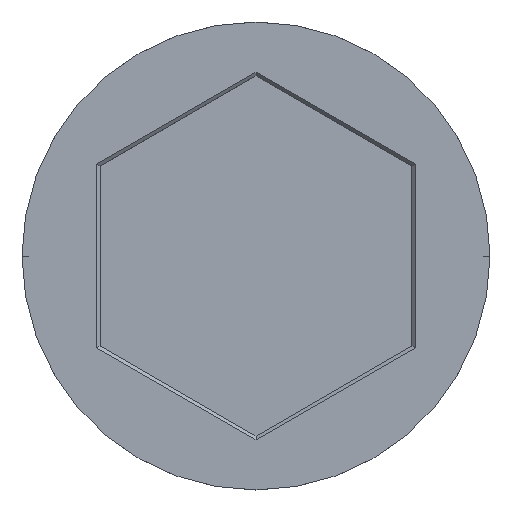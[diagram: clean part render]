
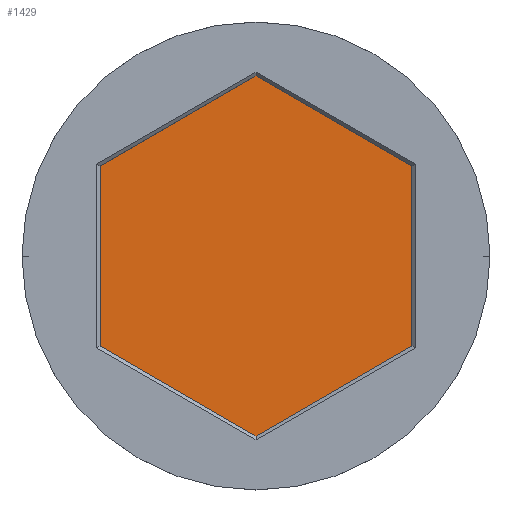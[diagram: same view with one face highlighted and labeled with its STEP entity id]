
A CAD part, top view. The second image highlights one B-rep face of the part: STEP entity #1429.
In plain terms, the highlighted planar face has unit normal (0, 0, 1).
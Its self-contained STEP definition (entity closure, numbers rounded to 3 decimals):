
#41 = FACE_OUTER_BOUND ( 'NONE', #57, .T. ) ;
#48 = VERTEX_POINT ( 'NONE', #654 ) ;
#57 = EDGE_LOOP ( 'NONE', ( #210, #423, #1102, #329, #67, #483 ) ) ;
#67 = ORIENTED_EDGE ( 'NONE', *, *, #380, .T. ) ;
#124 = VECTOR ( 'NONE', #589, 1000. ) ;
#193 = CARTESIAN_POINT ( 'NONE',  ( 2.5, 4.33, -2. ) ) ;
#210 = ORIENTED_EDGE ( 'NONE', *, *, #547, .T. ) ;
#220 = CARTESIAN_POINT ( 'NONE',  ( 2.5, -4.33, -2. ) ) ;
#232 = VERTEX_POINT ( 'NONE', #848 ) ;
#277 = VERTEX_POINT ( 'NONE', #279 ) ;
#279 = CARTESIAN_POINT ( 'NONE',  ( 5., 2.887, -2. ) ) ;
#283 = LINE ( 'NONE', #193, #512 ) ;
#329 = ORIENTED_EDGE ( 'NONE', *, *, #404, .T. ) ;
#380 = EDGE_CURVE ( 'NONE', #1484, #1444, #1118, .T. ) ;
#404 = EDGE_CURVE ( 'NONE', #48, #1484, #1522, .T. ) ;
#423 = ORIENTED_EDGE ( 'NONE', *, *, #1386, .T. ) ;
#439 = EDGE_CURVE ( 'NONE', #232, #48, #566, .T. ) ;
#483 = ORIENTED_EDGE ( 'NONE', *, *, #1069, .T. ) ;
#498 = DIRECTION ( 'NONE',  ( 0., 0., 1. ) ) ;
#512 = VECTOR ( 'NONE', #662, 1000. ) ;
#547 = EDGE_CURVE ( 'NONE', #277, #1441, #283, .T. ) ;
#565 = CARTESIAN_POINT ( 'NONE',  ( 5., -2.887, -2. ) ) ;
#566 = LINE ( 'NONE', #808, #738 ) ;
#576 = CARTESIAN_POINT ( 'NONE',  ( 0., -5.774, -2. ) ) ;
#589 = DIRECTION ( 'NONE',  ( 0.866, 0.5, 0. ) ) ;
#640 = DIRECTION ( 'NONE',  ( -0.866, -0.5, 0. ) ) ;
#654 = CARTESIAN_POINT ( 'NONE',  ( -5., -2.887, -2. ) ) ;
#662 = DIRECTION ( 'NONE',  ( -0.866, 0.5, 0. ) ) ;
#738 = VECTOR ( 'NONE', #1278, 1000. ) ;
#769 = CARTESIAN_POINT ( 'NONE',  ( -2.5, 4.33, -2. ) ) ;
#796 = CARTESIAN_POINT ( 'NONE',  ( 0., 0., -2. ) ) ;
#802 = DIRECTION ( 'NONE',  ( 0., 1., 0. ) ) ;
#808 = CARTESIAN_POINT ( 'NONE',  ( -5., 0., -2. ) ) ;
#811 = LINE ( 'NONE', #769, #1456 ) ;
#848 = CARTESIAN_POINT ( 'NONE',  ( -5., 2.887, -2. ) ) ;
#1008 = DIRECTION ( 'NONE',  ( 1., 0., 0. ) ) ;
#1048 = VECTOR ( 'NONE', #802, 1000. ) ;
#1069 = EDGE_CURVE ( 'NONE', #1444, #277, #1134, .T. ) ;
#1072 = DIRECTION ( 'NONE',  ( 0.866, -0.5, 0. ) ) ;
#1102 = ORIENTED_EDGE ( 'NONE', *, *, #439, .T. ) ;
#1118 = LINE ( 'NONE', #220, #124 ) ;
#1134 = LINE ( 'NONE', #1458, #1048 ) ;
#1160 = PLANE ( 'NONE',  #1592 ) ;
#1241 = CARTESIAN_POINT ( 'NONE',  ( 0., 5.774, -2. ) ) ;
#1278 = DIRECTION ( 'NONE',  ( 0., -1., 0. ) ) ;
#1353 = VECTOR ( 'NONE', #1072, 1000. ) ;
#1386 = EDGE_CURVE ( 'NONE', #1441, #232, #811, .T. ) ;
#1407 = CARTESIAN_POINT ( 'NONE',  ( -2.5, -4.33, -2. ) ) ;
#1429 = ADVANCED_FACE ( 'NONE', ( #41 ), #1160, .T. ) ;
#1441 = VERTEX_POINT ( 'NONE', #1241 ) ;
#1444 = VERTEX_POINT ( 'NONE', #565 ) ;
#1456 = VECTOR ( 'NONE', #640, 1000. ) ;
#1458 = CARTESIAN_POINT ( 'NONE',  ( 5., 0., -2. ) ) ;
#1484 = VERTEX_POINT ( 'NONE', #576 ) ;
#1522 = LINE ( 'NONE', #1407, #1353 ) ;
#1592 = AXIS2_PLACEMENT_3D ( 'NONE', #796, #498, #1008 ) ;
